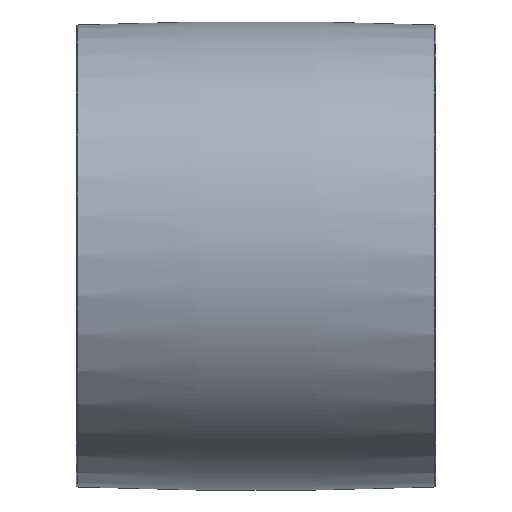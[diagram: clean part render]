
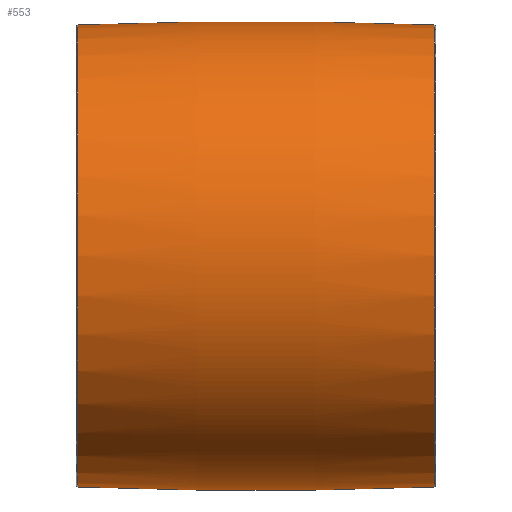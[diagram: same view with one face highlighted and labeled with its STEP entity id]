
A CAD part, top view. The second image highlights one B-rep face of the part: STEP entity #553.
In plain terms, the highlighted toroidal (fillet/blend) face has major radius 142.5 mm and minor radius 150 mm.
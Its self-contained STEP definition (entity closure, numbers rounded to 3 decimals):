
#39 = AXIS2_PLACEMENT_3D ( 'NONE', #1596, #551, #179 ) ;
#59 = CIRCLE ( 'NONE', #657, 7.392 ) ;
#123 = DIRECTION ( 'NONE',  ( -1., 0., 0. ) ) ;
#132 = TOROIDAL_SURFACE ( 'NONE', #1042, -142.5, 150. ) ;
#163 = VERTEX_POINT ( 'NONE', #873 ) ;
#179 = DIRECTION ( 'NONE',  ( -1., 0., 0. ) ) ;
#187 = AXIS2_PLACEMENT_3D ( 'NONE', #1078, #462, #1332 ) ;
#196 = VERTEX_POINT ( 'NONE', #1541 ) ;
#337 = EDGE_LOOP ( 'NONE', ( #408, #961, #732, #1483 ) ) ;
#353 = FACE_OUTER_BOUND ( 'NONE', #337, .T. ) ;
#408 = ORIENTED_EDGE ( 'NONE', *, *, #1059, .T. ) ;
#462 = DIRECTION ( 'NONE',  ( 1., 0., 0. ) ) ;
#467 = CARTESIAN_POINT ( 'NONE',  ( 5.702, 0., 0. ) ) ;
#495 = DIRECTION ( 'NONE',  ( 0., -1., 0. ) ) ;
#534 = DIRECTION ( 'NONE',  ( 0., 0., 1. ) ) ;
#551 = DIRECTION ( 'NONE',  ( 0., 0., -1. ) ) ;
#553 = ADVANCED_FACE ( 'NONE', ( #353 ), #132, .T. ) ;
#585 = CIRCLE ( 'NONE', #39, 150. ) ;
#626 = EDGE_CURVE ( 'NONE', #163, #1173, #1256, .T. ) ;
#630 = VERTEX_POINT ( 'NONE', #1399 ) ;
#635 = CIRCLE ( 'NONE', #187, 7.392 ) ;
#657 = AXIS2_PLACEMENT_3D ( 'NONE', #467, #1342, #1581 ) ;
#732 = ORIENTED_EDGE ( 'NONE', *, *, #1320, .T. ) ;
#738 = CARTESIAN_POINT ( 'NONE',  ( 0., -142.5, 0. ) ) ;
#873 = CARTESIAN_POINT ( 'NONE',  ( 5.702, 7.392, 0. ) ) ;
#961 = ORIENTED_EDGE ( 'NONE', *, *, #626, .T. ) ;
#1042 = AXIS2_PLACEMENT_3D ( 'NONE', #1221, #123, #495 ) ;
#1059 = EDGE_CURVE ( 'NONE', #196, #163, #59, .T. ) ;
#1078 = CARTESIAN_POINT ( 'NONE',  ( -5.702, 0., 0. ) ) ;
#1144 = AXIS2_PLACEMENT_3D ( 'NONE', #738, #534, #1273 ) ;
#1173 = VERTEX_POINT ( 'NONE', #1548 ) ;
#1221 = CARTESIAN_POINT ( 'NONE',  ( 0., 0., 0. ) ) ;
#1256 = CIRCLE ( 'NONE', #1144, 150. ) ;
#1273 = DIRECTION ( 'NONE',  ( 0., -1., 0. ) ) ;
#1320 = EDGE_CURVE ( 'NONE', #1173, #630, #635, .T. ) ;
#1332 = DIRECTION ( 'NONE',  ( 0., 1., 0. ) ) ;
#1342 = DIRECTION ( 'NONE',  ( -1., 0., 0. ) ) ;
#1399 = CARTESIAN_POINT ( 'NONE',  ( -5.702, -7.392, 0. ) ) ;
#1483 = ORIENTED_EDGE ( 'NONE', *, *, #1586, .F. ) ;
#1541 = CARTESIAN_POINT ( 'NONE',  ( 5.702, -7.392, 0. ) ) ;
#1548 = CARTESIAN_POINT ( 'NONE',  ( -5.702, 7.392, 0. ) ) ;
#1581 = DIRECTION ( 'NONE',  ( 0., -1., 0. ) ) ;
#1586 = EDGE_CURVE ( 'NONE', #196, #630, #585, .T. ) ;
#1596 = CARTESIAN_POINT ( 'NONE',  ( 0., 142.5, 0. ) ) ;
